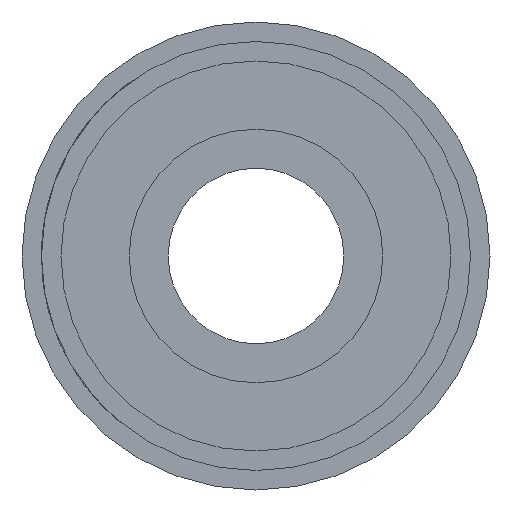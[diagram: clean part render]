
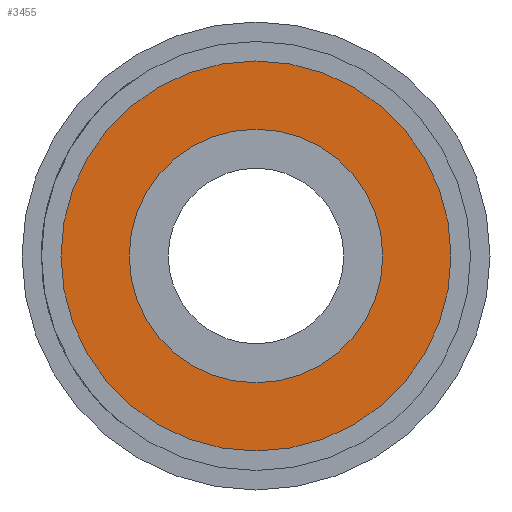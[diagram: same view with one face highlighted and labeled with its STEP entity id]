
A CAD part, left-side view. The second image highlights one B-rep face of the part: STEP entity #3455.
In plain terms, the highlighted planar face has unit normal (-1, 0, 0).
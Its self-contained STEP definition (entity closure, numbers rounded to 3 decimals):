
#8 = CIRCLE ( 'NONE', #1037, 6.5 ) ;
#289 = CIRCLE ( 'NONE', #6401, 6.5 ) ;
#388 = VERTEX_POINT ( 'NONE', #5472 ) ;
#444 = AXIS2_PLACEMENT_3D ( 'NONE', #4441, #4991, #7115 ) ;
#1037 = AXIS2_PLACEMENT_3D ( 'NONE', #8042, #1816, #7405 ) ;
#1816 = DIRECTION ( 'NONE',  ( -1., 0., 0. ) ) ;
#2050 = CIRCLE ( 'NONE', #4099, 10. ) ;
#2127 = ORIENTED_EDGE ( 'NONE', *, *, #4473, .F. ) ;
#2215 = DIRECTION ( 'NONE',  ( -1., 0., 0. ) ) ;
#2584 = CARTESIAN_POINT ( 'NONE',  ( 0., 0., 10. ) ) ;
#2658 = EDGE_LOOP ( 'NONE', ( #7185, #2817 ) ) ;
#2817 = ORIENTED_EDGE ( 'NONE', *, *, #8739, .T. ) ;
#3263 = CARTESIAN_POINT ( 'NONE',  ( 0., 0., 0. ) ) ;
#3306 = EDGE_LOOP ( 'NONE', ( #6081, #2127 ) ) ;
#3455 = ADVANCED_FACE ( 'NONE', ( #4183, #6630 ), #5862, .F. ) ;
#3532 = DIRECTION ( 'NONE',  ( 0., 0., 1. ) ) ;
#4014 = CARTESIAN_POINT ( 'NONE',  ( 0., 0., -6.5 ) ) ;
#4039 = DIRECTION ( 'NONE',  ( -1., 0., 0. ) ) ;
#4099 = AXIS2_PLACEMENT_3D ( 'NONE', #6931, #2215, #3532 ) ;
#4183 = FACE_BOUND ( 'NONE', #3306, .T. ) ;
#4313 = VERTEX_POINT ( 'NONE', #4014 ) ;
#4369 = CARTESIAN_POINT ( 'NONE',  ( 0., 0., 0. ) ) ;
#4441 = CARTESIAN_POINT ( 'NONE',  ( 0., 0., 0. ) ) ;
#4457 = DIRECTION ( 'NONE',  ( 0., 0., -1. ) ) ;
#4473 = EDGE_CURVE ( 'NONE', #4313, #4912, #289, .T. ) ;
#4503 = VERTEX_POINT ( 'NONE', #2584 ) ;
#4912 = VERTEX_POINT ( 'NONE', #6031 ) ;
#4950 = AXIS2_PLACEMENT_3D ( 'NONE', #4369, #6458, #4457 ) ;
#4991 = DIRECTION ( 'NONE',  ( -1., 0., 0. ) ) ;
#5251 = EDGE_CURVE ( 'NONE', #4503, #388, #7997, .T. ) ;
#5276 = DIRECTION ( 'NONE',  ( 0., 0., 1. ) ) ;
#5472 = CARTESIAN_POINT ( 'NONE',  ( 0., 0., -10. ) ) ;
#5862 = PLANE ( 'NONE',  #4950 ) ;
#6031 = CARTESIAN_POINT ( 'NONE',  ( 0., 0., 6.5 ) ) ;
#6081 = ORIENTED_EDGE ( 'NONE', *, *, #6632, .F. ) ;
#6401 = AXIS2_PLACEMENT_3D ( 'NONE', #3263, #4039, #5276 ) ;
#6458 = DIRECTION ( 'NONE',  ( 1., 0., 0. ) ) ;
#6630 = FACE_OUTER_BOUND ( 'NONE', #2658, .T. ) ;
#6632 = EDGE_CURVE ( 'NONE', #4912, #4313, #8, .T. ) ;
#6931 = CARTESIAN_POINT ( 'NONE',  ( 0., 0., 0. ) ) ;
#7115 = DIRECTION ( 'NONE',  ( 0., 0., 1. ) ) ;
#7185 = ORIENTED_EDGE ( 'NONE', *, *, #5251, .T. ) ;
#7405 = DIRECTION ( 'NONE',  ( 0., 0., 1. ) ) ;
#7997 = CIRCLE ( 'NONE', #444, 10. ) ;
#8042 = CARTESIAN_POINT ( 'NONE',  ( 0., 0., 0. ) ) ;
#8739 = EDGE_CURVE ( 'NONE', #388, #4503, #2050, .T. ) ;
